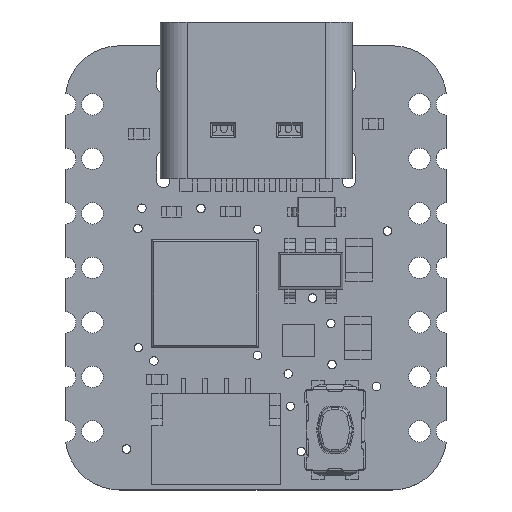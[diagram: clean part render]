
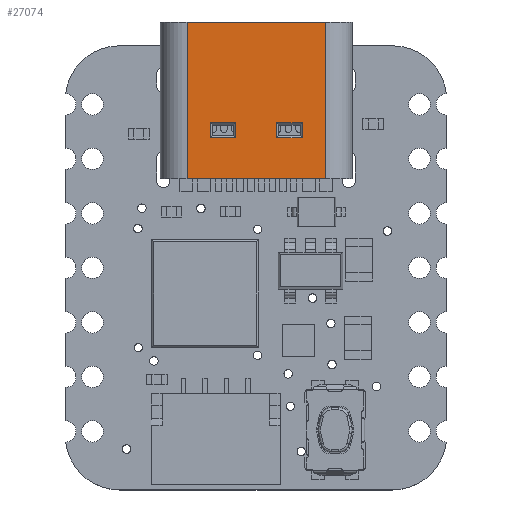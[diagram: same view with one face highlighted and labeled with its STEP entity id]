
A CAD part, top view. The second image highlights one B-rep face of the part: STEP entity #27074.
In plain terms, the highlighted planar face has unit normal (0, 0, 1).
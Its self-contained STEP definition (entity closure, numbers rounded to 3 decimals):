
#383=FACE_BOUND('',#3908,.T.);
#384=FACE_BOUND('',#3909,.T.);
#1020=PLANE('',#29226);
#2352=FACE_OUTER_BOUND('',#3907,.T.);
#3907=EDGE_LOOP('',(#22434,#22435,#22436,#22437));
#3908=EDGE_LOOP('',(#22438,#22439,#22440,#22441));
#3909=EDGE_LOOP('',(#22442,#22443,#22444,#22445));
#7112=LINE('',#44005,#10154);
#7127=LINE('',#44071,#10169);
#7128=LINE('',#44073,#10170);
#7129=LINE('',#44074,#10171);
#7130=LINE('',#44077,#10172);
#7131=LINE('',#44079,#10173);
#7132=LINE('',#44081,#10174);
#7133=LINE('',#44082,#10175);
#7134=LINE('',#44085,#10176);
#7135=LINE('',#44087,#10177);
#7136=LINE('',#44089,#10178);
#7137=LINE('',#44090,#10179);
#10154=VECTOR('',#34712,6.44);
#10169=VECTOR('',#34785,7.3);
#10170=VECTOR('',#34786,6.44);
#10171=VECTOR('',#34787,7.3);
#10172=VECTOR('',#34788,1.2);
#10173=VECTOR('',#34789,0.7);
#10174=VECTOR('',#34790,1.2);
#10175=VECTOR('',#34791,0.7);
#10176=VECTOR('',#34792,1.2);
#10177=VECTOR('',#34793,0.7);
#10178=VECTOR('',#34794,1.2);
#10179=VECTOR('',#34795,0.7);
#12937=VERTEX_POINT('',#44002);
#12938=VERTEX_POINT('',#44004);
#12960=VERTEX_POINT('',#44070);
#12961=VERTEX_POINT('',#44072);
#12962=VERTEX_POINT('',#44075);
#12963=VERTEX_POINT('',#44076);
#12964=VERTEX_POINT('',#44078);
#12965=VERTEX_POINT('',#44080);
#12966=VERTEX_POINT('',#44083);
#12967=VERTEX_POINT('',#44084);
#12968=VERTEX_POINT('',#44086);
#12969=VERTEX_POINT('',#44088);
#16272=EDGE_CURVE('',#12938,#12937,#7112,.T.);
#16308=EDGE_CURVE('',#12937,#12960,#7127,.F.);
#16309=EDGE_CURVE('',#12961,#12960,#7128,.T.);
#16310=EDGE_CURVE('',#12961,#12938,#7129,.T.);
#16311=EDGE_CURVE('',#12962,#12963,#7130,.T.);
#16312=EDGE_CURVE('',#12963,#12964,#7131,.T.);
#16313=EDGE_CURVE('',#12964,#12965,#7132,.T.);
#16314=EDGE_CURVE('',#12965,#12962,#7133,.T.);
#16315=EDGE_CURVE('',#12966,#12967,#7134,.T.);
#16316=EDGE_CURVE('',#12967,#12968,#7135,.T.);
#16317=EDGE_CURVE('',#12968,#12969,#7136,.T.);
#16318=EDGE_CURVE('',#12969,#12966,#7137,.T.);
#22434=ORIENTED_EDGE('',*,*,#16272,.T.);
#22435=ORIENTED_EDGE('',*,*,#16308,.T.);
#22436=ORIENTED_EDGE('',*,*,#16309,.F.);
#22437=ORIENTED_EDGE('',*,*,#16310,.T.);
#22438=ORIENTED_EDGE('',*,*,#16311,.T.);
#22439=ORIENTED_EDGE('',*,*,#16312,.T.);
#22440=ORIENTED_EDGE('',*,*,#16313,.T.);
#22441=ORIENTED_EDGE('',*,*,#16314,.T.);
#22442=ORIENTED_EDGE('',*,*,#16315,.T.);
#22443=ORIENTED_EDGE('',*,*,#16316,.T.);
#22444=ORIENTED_EDGE('',*,*,#16317,.T.);
#22445=ORIENTED_EDGE('',*,*,#16318,.T.);
#27074=ADVANCED_FACE('',(#2352,#383,#384),#1020,.F.);
#29226=AXIS2_PLACEMENT_3D('',#44069,#34783,#34784);
#34712=DIRECTION('',(-1.,0.,0.));
#34783=DIRECTION('center_axis',(0.,0.,
-1.));
#34784=DIRECTION('ref_axis',(1.,0.,0.));
#34785=DIRECTION('',(0.,1.,0.));
#34786=DIRECTION('',(-1.,0.,0.));
#34787=DIRECTION('',(0.,1.,0.));
#34788=DIRECTION('',(1.,0.,0.));
#34789=DIRECTION('',(0.,-1.,0.));
#34790=DIRECTION('',(-1.,0.,0.));
#34791=DIRECTION('',(0.,1.,0.));
#34792=DIRECTION('',(1.,0.,0.));
#34793=DIRECTION('',(0.,-1.,0.));
#34794=DIRECTION('',(-1.,0.,0.));
#34795=DIRECTION('',(0.,1.,0.));
#44002=CARTESIAN_POINT('',(-3.227,3.405,3.21));
#44004=CARTESIAN_POINT('',(3.213,3.405,3.21));
#44005=CARTESIAN_POINT('',(3.213,3.405,3.21));
#44069=CARTESIAN_POINT('Origin',(-4.477,-3.895,3.21));
#44070=CARTESIAN_POINT('',(-3.227,-3.895,3.21));
#44071=CARTESIAN_POINT('',(-3.227,-3.895,3.21));
#44072=CARTESIAN_POINT('',(3.213,-3.895,3.21));
#44073=CARTESIAN_POINT('',(3.213,-3.895,3.21));
#44074=CARTESIAN_POINT('',(3.213,-3.895,3.21));
#44075=CARTESIAN_POINT('',(-2.158,1.505,3.21));
#44076=CARTESIAN_POINT('',(-0.958,1.505,3.21));
#44077=CARTESIAN_POINT('',(-2.158,1.505,3.21));
#44078=CARTESIAN_POINT('',(-0.958,0.805,3.21));
#44079=CARTESIAN_POINT('',(-0.958,1.505,3.21));
#44080=CARTESIAN_POINT('',(-2.158,0.805,3.21));
#44081=CARTESIAN_POINT('',(-0.958,0.805,3.21));
#44082=CARTESIAN_POINT('',(-2.158,0.805,3.21));
#44083=CARTESIAN_POINT('',(0.943,1.505,3.21));
#44084=CARTESIAN_POINT('',(2.143,1.505,3.21));
#44085=CARTESIAN_POINT('',(0.943,1.505,3.21));
#44086=CARTESIAN_POINT('',(2.143,0.805,3.21));
#44087=CARTESIAN_POINT('',(2.143,1.505,3.21));
#44088=CARTESIAN_POINT('',(0.943,0.805,3.21));
#44089=CARTESIAN_POINT('',(2.143,0.805,3.21));
#44090=CARTESIAN_POINT('',(0.943,0.805,3.21));
